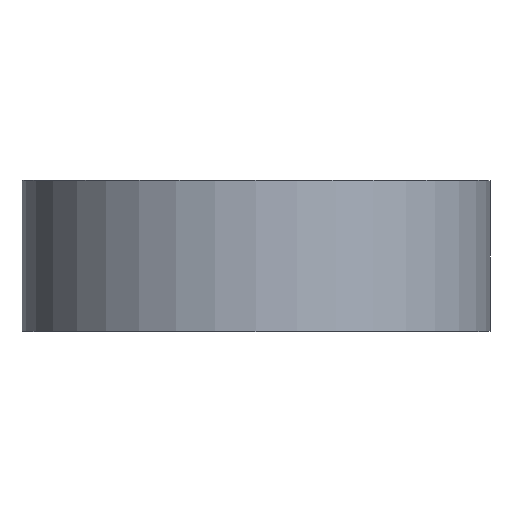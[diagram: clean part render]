
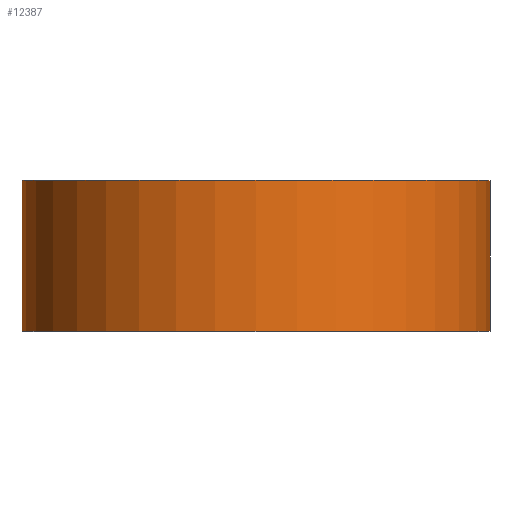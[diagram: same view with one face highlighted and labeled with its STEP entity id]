
A CAD part, top view. The second image highlights one B-rep face of the part: STEP entity #12387.
In plain terms, the highlighted cylindrical face has radius 31 mm (diameter 62 mm), a partial arc.
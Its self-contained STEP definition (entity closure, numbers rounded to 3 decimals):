
#203 = DIRECTION ( 'NONE',  ( -1., 0., 0. ) ) ;
#455 = CYLINDRICAL_SURFACE ( 'NONE', #6793, 31. ) ;
#605 = DIRECTION ( 'NONE',  ( 0., 1., 0. ) ) ;
#1542 = CARTESIAN_POINT ( 'NONE',  ( -31., 20., 0. ) ) ;
#2479 = ORIENTED_EDGE ( 'NONE', *, *, #8180, .T. ) ;
#2684 = CARTESIAN_POINT ( 'NONE',  ( 31., 20., 0. ) ) ;
#3689 = EDGE_CURVE ( 'NONE', #5022, #12884, #7742, .T. ) ;
#3762 = ORIENTED_EDGE ( 'NONE', *, *, #14229, .T. ) ;
#4438 = DIRECTION ( 'NONE',  ( -1., 0., 0. ) ) ;
#4996 = ORIENTED_EDGE ( 'NONE', *, *, #3689, .F. ) ;
#5022 = VERTEX_POINT ( 'NONE', #14761 ) ;
#5397 = VERTEX_POINT ( 'NONE', #9462 ) ;
#5708 = EDGE_LOOP ( 'NONE', ( #2479, #3762, #10902, #4996 ) ) ;
#6417 = VERTEX_POINT ( 'NONE', #12088 ) ;
#6507 = DIRECTION ( 'NONE',  ( -1., 0., 0. ) ) ;
#6793 = AXIS2_PLACEMENT_3D ( 'NONE', #8707, #13398, #6507 ) ;
#7742 = LINE ( 'NONE', #8832, #9880 ) ;
#8124 = VECTOR ( 'NONE', #8475, 1000. ) ;
#8180 = EDGE_CURVE ( 'NONE', #5022, #5397, #9470, .T. ) ;
#8185 = CARTESIAN_POINT ( 'NONE',  ( 0., 0., 0. ) ) ;
#8475 = DIRECTION ( 'NONE',  ( 0., 1., 0. ) ) ;
#8491 = LINE ( 'NONE', #2684, #8124 ) ;
#8707 = CARTESIAN_POINT ( 'NONE',  ( 0., 20., 0. ) ) ;
#8797 = AXIS2_PLACEMENT_3D ( 'NONE', #8185, #10514, #203 ) ;
#8832 = CARTESIAN_POINT ( 'NONE',  ( -31., 20., 0. ) ) ;
#8955 = CARTESIAN_POINT ( 'NONE',  ( 0., 20., 0. ) ) ;
#9462 = CARTESIAN_POINT ( 'NONE',  ( 31., 0., 0. ) ) ;
#9470 = CIRCLE ( 'NONE', #8797, 31. ) ;
#9880 = VECTOR ( 'NONE', #605, 1000. ) ;
#10514 = DIRECTION ( 'NONE',  ( 0., 1., 0. ) ) ;
#10902 = ORIENTED_EDGE ( 'NONE', *, *, #12565, .F. ) ;
#11314 = DIRECTION ( 'NONE',  ( 0., 1., 0. ) ) ;
#12088 = CARTESIAN_POINT ( 'NONE',  ( 31., 20., 0. ) ) ;
#12387 = ADVANCED_FACE ( 'NONE', ( #14310 ), #455, .T. ) ;
#12565 = EDGE_CURVE ( 'NONE', #12884, #6417, #14484, .T. ) ;
#12884 = VERTEX_POINT ( 'NONE', #1542 ) ;
#13398 = DIRECTION ( 'NONE',  ( 0., 1., 0. ) ) ;
#14229 = EDGE_CURVE ( 'NONE', #5397, #6417, #8491, .T. ) ;
#14310 = FACE_OUTER_BOUND ( 'NONE', #5708, .T. ) ;
#14484 = CIRCLE ( 'NONE', #14728, 31. ) ;
#14728 = AXIS2_PLACEMENT_3D ( 'NONE', #8955, #11314, #4438 ) ;
#14761 = CARTESIAN_POINT ( 'NONE',  ( -31., 0., 0. ) ) ;
